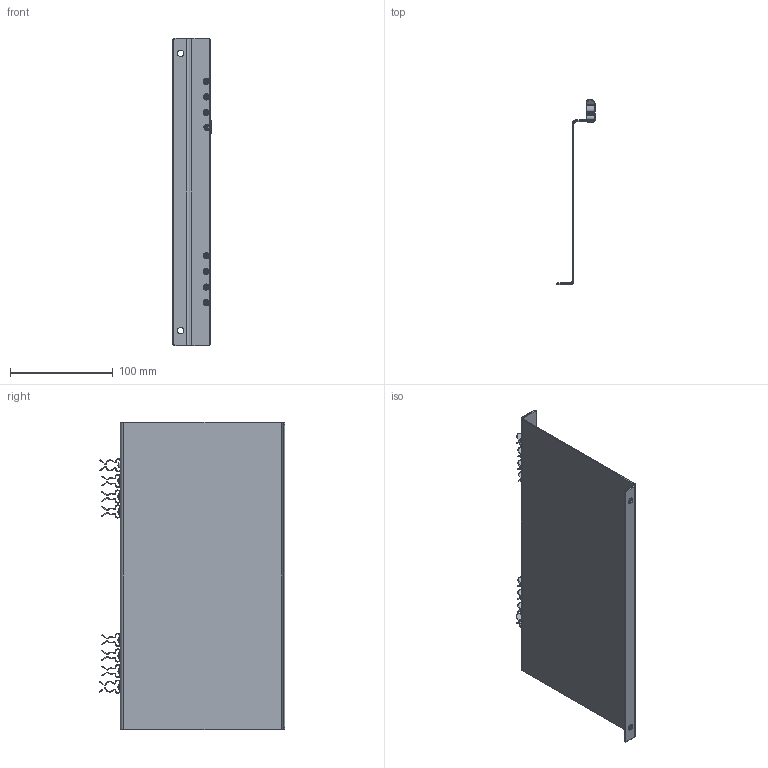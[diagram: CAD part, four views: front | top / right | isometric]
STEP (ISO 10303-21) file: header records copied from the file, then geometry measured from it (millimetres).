
FILE_DESCRIPTION (( 'STEP AP214' ), '1' );
FILE_NAME ('1050-037.STEP', '2024-07-26T12:00:09', ( '' ), ( '' ), 'SwSTEP 2.0', 'SolidWorks 2022', '' );
FILE_SCHEMA (( 'AUTOMOTIVE_DESIGN' ));
Length unit declared in the file: millimetre
Products named in the file (5): 1010-004.; 1050-037; 1010-003. (2); 3x1,5_2mm Blechstärke; 1051-121
Assembly tree (17 placements, depth 2):
  1050-037
    1051-121
    3x1,5_2mm Blechstärke  x8
    1010-003. (2)  x6
    1010-004.  x2
Bounding box: 37.13 x 180.46 x 300 mm (x, y, z)
Volume: 88504.1 mm3; surface area: 124691.2 mm2
Topology: 17 solids, 17 shells, 1282 faces, 2924 edges, 1684 vertices
Faces by surface type: cylinder 556, bspline 492, plane 170, torus 48, sphere 16
Entity records: 12836 total; most frequent: CARTESIAN_POINT 4662, DIRECTION 1680, ORIENTED_EDGE 1656, EDGE_CURVE 828, AXIS2_PLACEMENT_3D 699, VERTEX_POINT 480, CIRCLE 438, EDGE_LOOP 386
